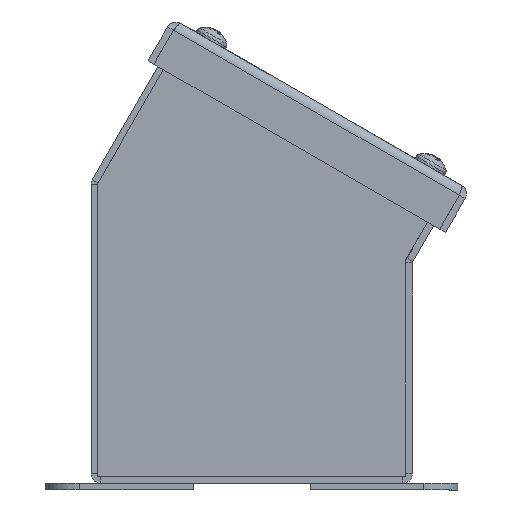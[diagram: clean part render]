
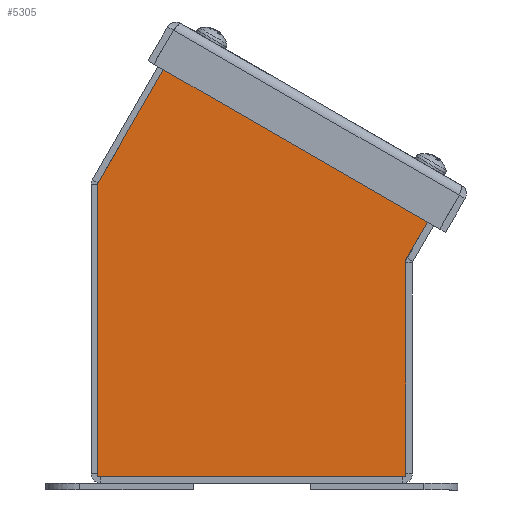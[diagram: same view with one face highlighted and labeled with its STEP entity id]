
A CAD part, front view. The second image highlights one B-rep face of the part: STEP entity #5305.
In plain terms, the highlighted face is planar.
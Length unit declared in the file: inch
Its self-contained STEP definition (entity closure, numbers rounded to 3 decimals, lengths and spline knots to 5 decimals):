
#329=LINE('',#7853,#823);
#332=LINE('',#7859,#826);
#335=LINE('',#7867,#829);
#338=LINE('',#7871,#832);
#350=LINE('',#7896,#844);
#352=LINE('',#7900,#846);
#354=LINE('',#7903,#848);
#355=LINE('',#7906,#849);
#356=LINE('',#7908,#850);
#357=LINE('',#7910,#851);
#358=LINE('',#7912,#852);
#359=LINE('',#7914,#853);
#360=LINE('',#7916,#854);
#361=LINE('',#7917,#855);
#823=VECTOR('',#6392,2.1939);
#826=VECTOR('',#6397,0.0002);
#829=VECTOR('',#6402,0.03145);
#832=VECTOR('',#6407,0.0002);
#844=VECTOR('',#6423,0.03145);
#846=VECTOR('',#6427,0.0002);
#848=VECTOR('',#6431,0.0002);
#849=VECTOR('',#6434,0.57793);
#850=VECTOR('',#6435,1.75825);
#851=VECTOR('',#6436,3.2175);
#852=VECTOR('',#6437,3.382);
#853=VECTOR('',#6438,2.375);
#854=VECTOR('',#6439,0.79688);
#855=VECTOR('',#6440,0.57793);
#1258=PLANE('',#5669);
#1556=FACE_OUTER_BOUND('',#1867,.T.);
#1867=EDGE_LOOP('',(#3834,#3835,#3836,#3837,#3838,#3839,#3840,#3841,#3842,
#3843,#3844,#3845,#3846,#3847));
#2389=VERTEX_POINT('',#7838);
#2390=VERTEX_POINT('',#7842);
#2393=VERTEX_POINT('',#7857);
#2396=VERTEX_POINT('',#7864);
#2397=VERTEX_POINT('',#7866);
#2407=VERTEX_POINT('',#7893);
#2408=VERTEX_POINT('',#7895);
#2409=VERTEX_POINT('',#7899);
#2410=VERTEX_POINT('',#7905);
#2411=VERTEX_POINT('',#7907);
#2412=VERTEX_POINT('',#7909);
#2413=VERTEX_POINT('',#7911);
#2414=VERTEX_POINT('',#7913);
#2415=VERTEX_POINT('',#7915);
#2920=EDGE_CURVE('',#2389,#2390,#329,.T.);
#2923=EDGE_CURVE('',#2390,#2393,#332,.T.);
#2926=EDGE_CURVE('',#2397,#2396,#335,.T.);
#2929=EDGE_CURVE('',#2393,#2397,#338,.T.);
#2941=EDGE_CURVE('',#2408,#2407,#350,.T.);
#2943=EDGE_CURVE('',#2409,#2389,#352,.T.);
#2945=EDGE_CURVE('',#2407,#2409,#354,.T.);
#2946=EDGE_CURVE('',#2410,#2396,#355,.T.);
#2947=EDGE_CURVE('',#2411,#2410,#356,.T.);
#2948=EDGE_CURVE('',#2412,#2411,#357,.T.);
#2949=EDGE_CURVE('',#2413,#2412,#358,.T.);
#2950=EDGE_CURVE('',#2414,#2413,#359,.T.);
#2951=EDGE_CURVE('',#2415,#2414,#360,.T.);
#2952=EDGE_CURVE('',#2408,#2415,#361,.T.);
#3834=ORIENTED_EDGE('',*,*,#2926,.T.);
#3835=ORIENTED_EDGE('',*,*,#2946,.F.);
#3836=ORIENTED_EDGE('',*,*,#2947,.F.);
#3837=ORIENTED_EDGE('',*,*,#2948,.F.);
#3838=ORIENTED_EDGE('',*,*,#2949,.F.);
#3839=ORIENTED_EDGE('',*,*,#2950,.F.);
#3840=ORIENTED_EDGE('',*,*,#2951,.F.);
#3841=ORIENTED_EDGE('',*,*,#2952,.F.);
#3842=ORIENTED_EDGE('',*,*,#2941,.T.);
#3843=ORIENTED_EDGE('',*,*,#2945,.T.);
#3844=ORIENTED_EDGE('',*,*,#2943,.T.);
#3845=ORIENTED_EDGE('',*,*,#2920,.T.);
#3846=ORIENTED_EDGE('',*,*,#2923,.T.);
#3847=ORIENTED_EDGE('',*,*,#2929,.T.);
#5305=ADVANCED_FACE('',(#1556),#1258,.T.);
#5669=AXIS2_PLACEMENT_3D('',#7904,#6432,#6433);
#6392=DIRECTION('',(-0.866,0.5,0.));
#6397=DIRECTION('',(-0.5,-0.866,0.));
#6402=DIRECTION('',(0.5,0.866,0.));
#6407=DIRECTION('',(-0.866,0.5,0.));
#6423=DIRECTION('',(-0.5,-0.866,0.));
#6427=DIRECTION('',(0.5,0.866,0.));
#6431=DIRECTION('',(-0.866,0.5,0.));
#6432=DIRECTION('center_axis',(0.,0.,1.));
#6433=DIRECTION('ref_axis',(1.,0.,0.));
#6434=DIRECTION('',(0.866,-0.5,0.));
#6435=DIRECTION('',(0.5,0.866,0.));
#6436=DIRECTION('',(0.,1.,0.));
#6437=DIRECTION('',(-1.,0.,0.));
#6438=DIRECTION('',(0.,-1.,0.));
#6439=DIRECTION('',(-0.5,-0.866,0.));
#6440=DIRECTION('',(0.866,-0.5,0.));
#7838=CARTESIAN_POINT('',(3.26414,3.32711,0.074));
#7842=CARTESIAN_POINT('',(1.36417,4.42406,0.074));
#7853=CARTESIAN_POINT('',(2.00518,4.05397,0.074));
#7857=CARTESIAN_POINT('',(1.36407,4.42389,0.074));
#7859=CARTESIAN_POINT('',(0.88724,3.59799,0.074));
#7864=CARTESIAN_POINT('',(1.37962,4.45123,0.074));
#7866=CARTESIAN_POINT('',(1.3639,4.42399,0.074));
#7867=CARTESIAN_POINT('',(0.89492,3.6117,0.074));
#7871=CARTESIAN_POINT('',(2.005,4.05385,0.074));
#7893=CARTESIAN_POINT('',(3.26421,3.32684,0.074));
#7895=CARTESIAN_POINT('',(3.27994,3.35408,0.074));
#7896=CARTESIAN_POINT('',(2.78738,2.50094,0.074));
#7899=CARTESIAN_POINT('',(3.26404,3.32694,0.074));
#7900=CARTESIAN_POINT('',(2.79507,2.51466,0.074));
#7903=CARTESIAN_POINT('',(2.95507,3.50532,0.074));
#7904=CARTESIAN_POINT('Origin',(1.69243,2.0319,0.074));
#7905=CARTESIAN_POINT('',(0.87912,4.74019,0.074));
#7906=CARTESIAN_POINT('',(3.78044,3.06511,0.074));
#7907=CARTESIAN_POINT('',(0.,3.2175,0.074));
#7908=CARTESIAN_POINT('',(0.87912,4.74019,0.074));
#7909=CARTESIAN_POINT('',(0.,0.,0.074));
#7910=CARTESIAN_POINT('',(0.,3.2175,0.074));
#7911=CARTESIAN_POINT('',(3.382,0.,0.074));
#7912=CARTESIAN_POINT('',(0.,0.,0.074));
#7913=CARTESIAN_POINT('',(3.382,2.375,0.074));
#7914=CARTESIAN_POINT('',(3.382,0.,0.074));
#7915=CARTESIAN_POINT('',(3.78044,3.06511,0.074));
#7916=CARTESIAN_POINT('',(3.382,2.375,0.074));
#7917=CARTESIAN_POINT('',(3.78044,3.06511,0.074));
